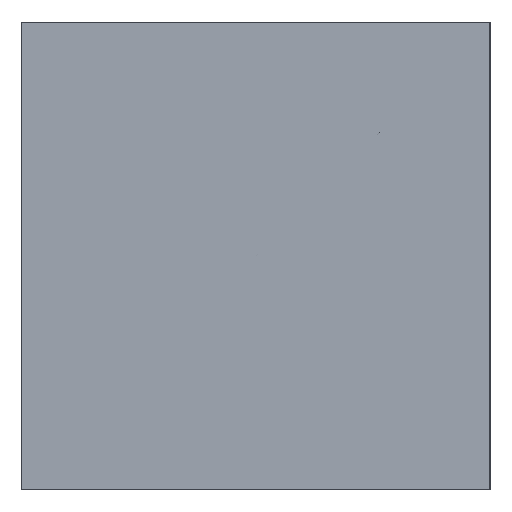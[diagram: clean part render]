
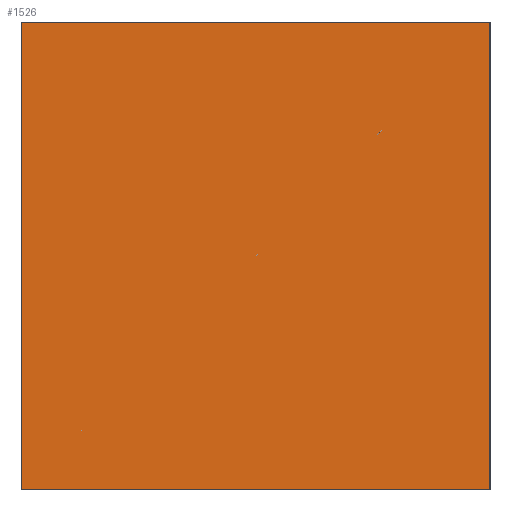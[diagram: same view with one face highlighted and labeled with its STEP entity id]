
A CAD part, left-side view. The second image highlights one B-rep face of the part: STEP entity #1526.
In plain terms, the highlighted planar face has unit normal (-1, 0, 0).
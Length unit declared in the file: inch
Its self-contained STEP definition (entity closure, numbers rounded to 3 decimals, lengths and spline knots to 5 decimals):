
#137=PLANE('',#1658);
#227=FACE_OUTER_BOUND('',#330,.T.);
#330=EDGE_LOOP('',(#1358,#1359,#1360,#1361));
#431=LINE('',#5785,#552);
#449=LINE('',#5820,#570);
#450=LINE('',#5823,#571);
#451=LINE('',#5824,#572);
#552=VECTOR('',#1968,0.3937);
#570=VECTOR('',#2000,0.3937);
#571=VECTOR('',#2003,0.3937);
#572=VECTOR('',#2004,0.3937);
#731=VERTEX_POINT('',#5782);
#732=VERTEX_POINT('',#5784);
#742=VERTEX_POINT('',#5818);
#743=VERTEX_POINT('',#5822);
#934=EDGE_CURVE('',#731,#732,#431,.T.);
#952=EDGE_CURVE('',#731,#742,#449,.T.);
#953=EDGE_CURVE('',#743,#742,#450,.T.);
#954=EDGE_CURVE('',#732,#743,#451,.T.);
#1358=ORIENTED_EDGE('',*,*,#952,.T.);
#1359=ORIENTED_EDGE('',*,*,#953,.F.);
#1360=ORIENTED_EDGE('',*,*,#954,.F.);
#1361=ORIENTED_EDGE('',*,*,#934,.F.);
#1526=ADVANCED_FACE('',(#227),#137,.T.);
#1658=AXIS2_PLACEMENT_3D('',#5821,#2001,#2002);
#1968=DIRECTION('',(0.,1.,0.));
#2000=DIRECTION('',(0.,0.,1.));
#2001=DIRECTION('center_axis',(-1.,0.,0.));
#2002=DIRECTION('ref_axis',(0.,-1.,0.));
#2003=DIRECTION('',(0.,-1.,0.));
#2004=DIRECTION('',(0.,0.,1.));
#5782=CARTESIAN_POINT('',(-3.375,-0.75,-0.75));
#5784=CARTESIAN_POINT('',(-3.375,0.75,-0.75));
#5785=CARTESIAN_POINT('',(-3.375,-0.75,-0.75));
#5818=CARTESIAN_POINT('',(-3.375,-0.75,0.75));
#5820=CARTESIAN_POINT('',(-3.375,-0.75,0.));
#5821=CARTESIAN_POINT('Origin',(-3.375,0.75,0.));
#5822=CARTESIAN_POINT('',(-3.375,0.75,0.75));
#5823=CARTESIAN_POINT('',(-3.375,-0.75,0.75));
#5824=CARTESIAN_POINT('',(-3.375,0.75,0.));
